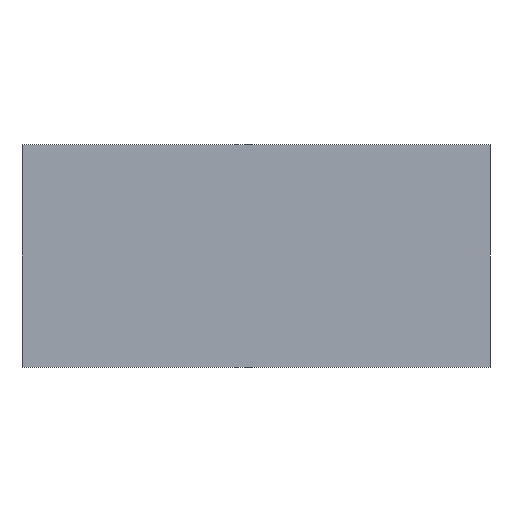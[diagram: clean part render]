
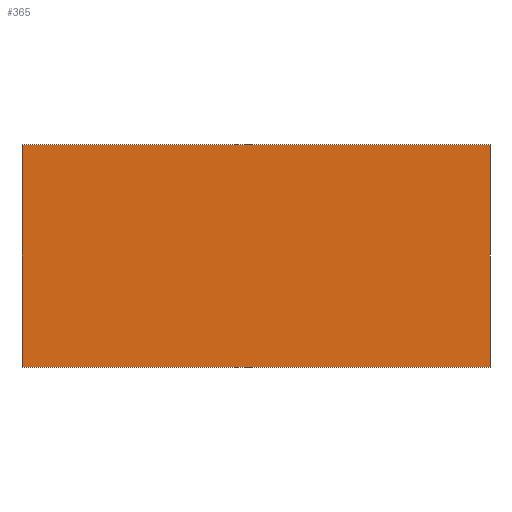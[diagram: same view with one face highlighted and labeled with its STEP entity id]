
A CAD part, front view. The second image highlights one B-rep face of the part: STEP entity #365.
In plain terms, the highlighted planar face has unit normal (0, -1, 0).
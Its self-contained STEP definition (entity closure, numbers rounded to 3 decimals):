
#14 = EDGE_CURVE ( 'NONE', #77, #146, #86, .T. ) ;
#19 = CARTESIAN_POINT ( 'NONE',  ( -10.5, -0.5, 5. ) ) ;
#36 = EDGE_CURVE ( 'NONE', #392, #77, #38, .T. ) ;
#38 = LINE ( 'NONE', #256, #245 ) ;
#42 = CARTESIAN_POINT ( 'NONE',  ( -10.5, -0.5, 5. ) ) ;
#56 = DIRECTION ( 'NONE',  ( -1., 0., 0. ) ) ;
#67 = DIRECTION ( 'NONE',  ( 0., 0., -1. ) ) ;
#77 = VERTEX_POINT ( 'NONE', #370 ) ;
#86 = LINE ( 'NONE', #326, #361 ) ;
#106 = FACE_OUTER_BOUND ( 'NONE', #244, .T. ) ;
#120 = ORIENTED_EDGE ( 'NONE', *, *, #164, .F. ) ;
#138 = CARTESIAN_POINT ( 'NONE',  ( 10.5, -0.5, -5. ) ) ;
#146 = VERTEX_POINT ( 'NONE', #184 ) ;
#164 = EDGE_CURVE ( 'NONE', #146, #166, #320, .T. ) ;
#166 = VERTEX_POINT ( 'NONE', #42 ) ;
#184 = CARTESIAN_POINT ( 'NONE',  ( -10.5, -0.5, -5. ) ) ;
#188 = AXIS2_PLACEMENT_3D ( 'NONE', #138, #232, #343 ) ;
#232 = DIRECTION ( 'NONE',  ( 0., -1., 0. ) ) ;
#243 = CARTESIAN_POINT ( 'NONE',  ( 10.5, -0.5, 5. ) ) ;
#244 = EDGE_LOOP ( 'NONE', ( #300, #360, #120, #363 ) ) ;
#245 = VECTOR ( 'NONE', #67, 1000. ) ;
#256 = CARTESIAN_POINT ( 'NONE',  ( 10.5, -0.5, 5. ) ) ;
#267 = CARTESIAN_POINT ( 'NONE',  ( -10.5, -0.5, 5. ) ) ;
#271 = VECTOR ( 'NONE', #348, 1000. ) ;
#297 = VECTOR ( 'NONE', #346, 1000. ) ;
#300 = ORIENTED_EDGE ( 'NONE', *, *, #36, .F. ) ;
#320 = LINE ( 'NONE', #19, #271 ) ;
#326 = CARTESIAN_POINT ( 'NONE',  ( -10.5, -0.5, -5. ) ) ;
#343 = DIRECTION ( 'NONE',  ( 0., 0., -1. ) ) ;
#346 = DIRECTION ( 'NONE',  ( 1., 0., 0. ) ) ;
#348 = DIRECTION ( 'NONE',  ( 0., 0., 1. ) ) ;
#349 = PLANE ( 'NONE',  #188 ) ;
#351 = EDGE_CURVE ( 'NONE', #166, #392, #380, .T. ) ;
#360 = ORIENTED_EDGE ( 'NONE', *, *, #351, .F. ) ;
#361 = VECTOR ( 'NONE', #56, 1000. ) ;
#363 = ORIENTED_EDGE ( 'NONE', *, *, #14, .F. ) ;
#365 = ADVANCED_FACE ( 'NONE', ( #106 ), #349, .T. ) ;
#370 = CARTESIAN_POINT ( 'NONE',  ( 10.5, -0.5, -5. ) ) ;
#380 = LINE ( 'NONE', #267, #297 ) ;
#392 = VERTEX_POINT ( 'NONE', #243 ) ;
